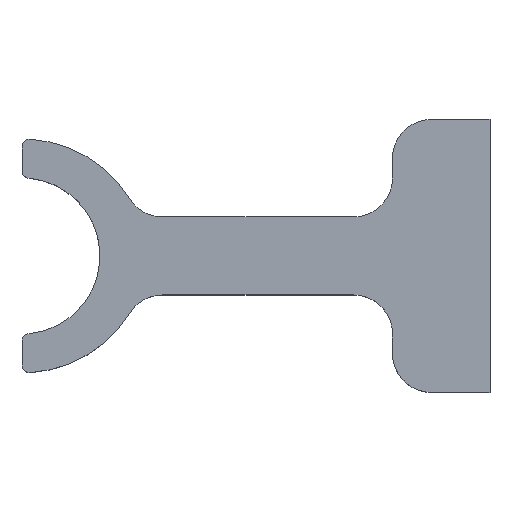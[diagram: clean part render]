
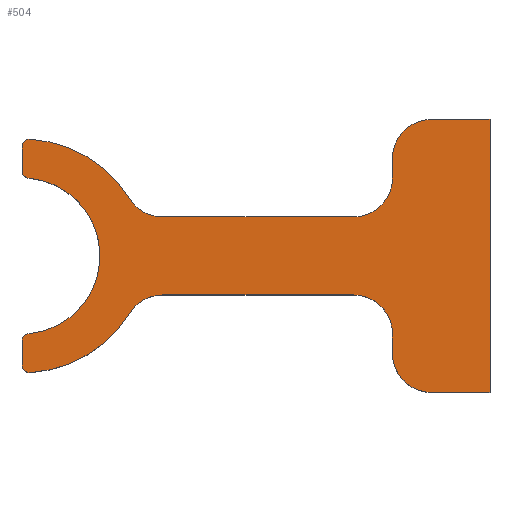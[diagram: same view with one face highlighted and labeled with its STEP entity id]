
A CAD part, top view. The second image highlights one B-rep face of the part: STEP entity #504.
In plain terms, the highlighted planar face has unit normal (0, 0, 1).
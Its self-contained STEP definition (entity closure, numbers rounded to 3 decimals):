
#29=PLANE('',#574);
#55=FACE_OUTER_BOUND('',#85,.T.);
#85=EDGE_LOOP('',(#442,#443,#444,#445,#446,#447,#448,#449,#450,#451,#452,
#453,#454,#455,#456,#457,#458,#459,#460,#461,#462,#463));
#92=LINE('',#758,#134);
#103=LINE('',#807,#145);
#112=LINE('',#836,#154);
#116=LINE('',#846,#158);
#120=LINE('',#856,#162);
#122=LINE('',#862,#164);
#124=LINE('',#868,#166);
#125=LINE('',#873,#167);
#127=LINE('',#876,#169);
#134=VECTOR('',#603,10.);
#145=VECTOR('',#646,10.);
#154=VECTOR('',#681,10.);
#158=VECTOR('',#691,10.);
#162=VECTOR('',#701,10.);
#164=VECTOR('',#709,10.);
#166=VECTOR('',#717,10.);
#167=VECTOR('',#724,10.);
#169=VECTOR('',#728,10.);
#174=CIRCLE('',#526,2.);
#188=CIRCLE('',#543,2.);
#189=CIRCLE('',#546,2.);
#190=CIRCLE('',#548,2.);
#191=CIRCLE('',#550,32.5);
#192=CIRCLE('',#552,10.);
#193=CIRCLE('',#554,32.5);
#194=CIRCLE('',#556,10.);
#195=CIRCLE('',#559,10.);
#196=CIRCLE('',#562,10.);
#197=CIRCLE('',#565,10.);
#198=CIRCLE('',#568,10.);
#199=CIRCLE('',#571,20.);
#204=VERTEX_POINT('',#745);
#205=VERTEX_POINT('',#746);
#209=VERTEX_POINT('',#756);
#229=VERTEX_POINT('',#800);
#230=VERTEX_POINT('',#801);
#231=VERTEX_POINT('',#806);
#232=VERTEX_POINT('',#810);
#233=VERTEX_POINT('',#814);
#234=VERTEX_POINT('',#818);
#235=VERTEX_POINT('',#822);
#236=VERTEX_POINT('',#824);
#237=VERTEX_POINT('',#830);
#238=VERTEX_POINT('',#834);
#239=VERTEX_POINT('',#838);
#240=VERTEX_POINT('',#839);
#241=VERTEX_POINT('',#844);
#242=VERTEX_POINT('',#848);
#243=VERTEX_POINT('',#849);
#244=VERTEX_POINT('',#854);
#245=VERTEX_POINT('',#858);
#246=VERTEX_POINT('',#864);
#247=VERTEX_POINT('',#872);
#254=EDGE_CURVE('',#204,#205,#174,.T.);
#260=EDGE_CURVE('',#204,#209,#92,.T.);
#281=EDGE_CURVE('',#229,#230,#188,.T.);
#284=EDGE_CURVE('',#231,#230,#103,.T.);
#286=EDGE_CURVE('',#231,#232,#189,.T.);
#288=EDGE_CURVE('',#233,#209,#190,.T.);
#291=EDGE_CURVE('',#234,#233,#191,.T.);
#293=EDGE_CURVE('',#235,#236,#192,.T.);
#295=EDGE_CURVE('',#232,#235,#193,.T.);
#297=EDGE_CURVE('',#237,#234,#194,.T.);
#299=EDGE_CURVE('',#237,#238,#112,.T.);
#300=EDGE_CURVE('',#239,#240,#195,.T.);
#304=EDGE_CURVE('',#239,#241,#116,.T.);
#305=EDGE_CURVE('',#242,#243,#196,.T.);
#309=EDGE_CURVE('',#242,#244,#120,.T.);
#311=EDGE_CURVE('',#245,#244,#197,.T.);
#312=EDGE_CURVE('',#245,#236,#122,.T.);
#314=EDGE_CURVE('',#246,#238,#198,.T.);
#315=EDGE_CURVE('',#246,#240,#124,.T.);
#316=EDGE_CURVE('',#229,#205,#199,.T.);
#317=EDGE_CURVE('',#247,#243,#125,.T.);
#319=EDGE_CURVE('',#241,#247,#127,.T.);
#442=ORIENTED_EDGE('',*,*,#254,.F.);
#443=ORIENTED_EDGE('',*,*,#260,.T.);
#444=ORIENTED_EDGE('',*,*,#288,.F.);
#445=ORIENTED_EDGE('',*,*,#291,.F.);
#446=ORIENTED_EDGE('',*,*,#297,.F.);
#447=ORIENTED_EDGE('',*,*,#299,.T.);
#448=ORIENTED_EDGE('',*,*,#314,.F.);
#449=ORIENTED_EDGE('',*,*,#315,.T.);
#450=ORIENTED_EDGE('',*,*,#300,.F.);
#451=ORIENTED_EDGE('',*,*,#304,.T.);
#452=ORIENTED_EDGE('',*,*,#319,.T.);
#453=ORIENTED_EDGE('',*,*,#317,.T.);
#454=ORIENTED_EDGE('',*,*,#305,.F.);
#455=ORIENTED_EDGE('',*,*,#309,.T.);
#456=ORIENTED_EDGE('',*,*,#311,.F.);
#457=ORIENTED_EDGE('',*,*,#312,.T.);
#458=ORIENTED_EDGE('',*,*,#293,.F.);
#459=ORIENTED_EDGE('',*,*,#295,.F.);
#460=ORIENTED_EDGE('',*,*,#286,.F.);
#461=ORIENTED_EDGE('',*,*,#284,.T.);
#462=ORIENTED_EDGE('',*,*,#281,.F.);
#463=ORIENTED_EDGE('',*,*,#316,.T.);
#504=ADVANCED_FACE('',(#55),#29,.T.);
#526=AXIS2_PLACEMENT_3D('',#747,#593,#594);
#543=AXIS2_PLACEMENT_3D('',#802,#640,#641);
#546=AXIS2_PLACEMENT_3D('',#811,#650,#651);
#548=AXIS2_PLACEMENT_3D('',#815,#655,#656);
#550=AXIS2_PLACEMENT_3D('',#820,#661,#662);
#552=AXIS2_PLACEMENT_3D('',#825,#666,#667);
#554=AXIS2_PLACEMENT_3D('',#828,#671,#672);
#556=AXIS2_PLACEMENT_3D('',#832,#676,#677);
#559=AXIS2_PLACEMENT_3D('',#840,#684,#685);
#562=AXIS2_PLACEMENT_3D('',#850,#694,#695);
#565=AXIS2_PLACEMENT_3D('',#860,#705,#706);
#568=AXIS2_PLACEMENT_3D('',#866,#713,#714);
#571=AXIS2_PLACEMENT_3D('',#870,#720,#721);
#574=AXIS2_PLACEMENT_3D('',#877,#729,#730);
#593=DIRECTION('center_axis',(0.,0.,-1.));
#594=DIRECTION('ref_axis',(-0.739,0.674,0.));
#603=DIRECTION('',(0.,-1.,0.));
#640=DIRECTION('center_axis',(0.,0.,-1.));
#641=DIRECTION('ref_axis',(-0.739,-0.674,0.));
#646=DIRECTION('',(0.,-1.,0.));
#650=DIRECTION('center_axis',(0.,0.,-1.));
#651=DIRECTION('ref_axis',(-0.684,0.73,0.));
#655=DIRECTION('center_axis',(0.,0.,-1.));
#656=DIRECTION('ref_axis',(-0.684,-0.73,0.));
#661=DIRECTION('center_axis',(0.,0.,-1.));
#662=DIRECTION('ref_axis',(0.923,-0.385,0.));
#666=DIRECTION('center_axis',(0.,0.,1.));
#667=DIRECTION('ref_axis',(-0.485,-0.874,0.));
#671=DIRECTION('center_axis',(0.,0.,-1.));
#672=DIRECTION('ref_axis',(0.923,0.385,0.));
#676=DIRECTION('center_axis',(0.,0.,1.));
#677=DIRECTION('ref_axis',(-0.485,0.874,0.));
#681=DIRECTION('',(1.,0.,0.));
#684=DIRECTION('center_axis',(0.,0.,-1.));
#685=DIRECTION('ref_axis',(-0.707,-0.707,0.));
#691=DIRECTION('',(1.,0.,0.));
#694=DIRECTION('center_axis',(0.,0.,-1.));
#695=DIRECTION('ref_axis',(-0.707,0.707,0.));
#701=DIRECTION('',(0.,-1.,0.));
#705=DIRECTION('center_axis',(0.,0.,1.));
#706=DIRECTION('ref_axis',(0.707,-0.707,0.));
#709=DIRECTION('',(-1.,0.,0.));
#713=DIRECTION('center_axis',(0.,0.,1.));
#714=DIRECTION('ref_axis',(0.707,0.707,0.));
#717=DIRECTION('',(0.,-1.,0.));
#720=DIRECTION('center_axis',(0.,0.,-1.));
#721=DIRECTION('ref_axis',(1.,0.,0.));
#724=DIRECTION('',(-1.,0.,0.));
#728=DIRECTION('',(0.,1.,0.));
#729=DIRECTION('center_axis',(0.,0.,1.));
#730=DIRECTION('ref_axis',(1.,0.,0.));
#745=CARTESIAN_POINT('',(-120.,-31.909,25.));
#746=CARTESIAN_POINT('',(-118.182,-29.917,25.));
#747=CARTESIAN_POINT('Origin',(-118.,-31.909,25.));
#756=CARTESIAN_POINT('',(-120.,-37.934,25.));
#758=CARTESIAN_POINT('',(-120.,-40.,25.));
#800=CARTESIAN_POINT('',(-118.182,9.917,25.));
#801=CARTESIAN_POINT('',(-120.,11.909,25.));
#802=CARTESIAN_POINT('Origin',(-118.,11.909,25.));
#806=CARTESIAN_POINT('',(-120.,17.934,25.));
#807=CARTESIAN_POINT('',(-120.,10.,25.));
#810=CARTESIAN_POINT('',(-117.869,19.93,25.));
#811=CARTESIAN_POINT('Origin',(-118.,17.934,25.));
#814=CARTESIAN_POINT('',(-117.869,-39.93,25.));
#815=CARTESIAN_POINT('Origin',(-118.,-37.934,25.));
#818=CARTESIAN_POINT('',(-92.428,-24.706,25.));
#820=CARTESIAN_POINT('Origin',(-120.,-7.5,25.));
#822=CARTESIAN_POINT('',(-92.428,4.706,25.));
#824=CARTESIAN_POINT('',(-83.944,0.,25.));
#825=CARTESIAN_POINT('Origin',(-83.944,10.,25.));
#828=CARTESIAN_POINT('Origin',(-120.,-12.5,25.));
#830=CARTESIAN_POINT('',(-83.944,-20.,25.));
#832=CARTESIAN_POINT('Origin',(-83.944,-30.,25.));
#834=CARTESIAN_POINT('',(-35.,-20.,25.));
#836=CARTESIAN_POINT('',(-100.,-20.,25.));
#838=CARTESIAN_POINT('',(-15.,-45.,25.));
#839=CARTESIAN_POINT('',(-25.,-35.,25.));
#840=CARTESIAN_POINT('Origin',(-15.,-35.,25.));
#844=CARTESIAN_POINT('',(0.,-45.,25.));
#846=CARTESIAN_POINT('',(-25.,-45.,25.));
#848=CARTESIAN_POINT('',(-25.,15.,25.));
#849=CARTESIAN_POINT('',(-15.,25.,25.));
#850=CARTESIAN_POINT('Origin',(-15.,15.,25.));
#854=CARTESIAN_POINT('',(-25.,10.,25.));
#856=CARTESIAN_POINT('',(-25.,25.,25.));
#858=CARTESIAN_POINT('',(-35.,0.,25.));
#860=CARTESIAN_POINT('Origin',(-35.,10.,25.));
#862=CARTESIAN_POINT('',(0.,0.,25.));
#864=CARTESIAN_POINT('',(-25.,-30.,25.));
#866=CARTESIAN_POINT('Origin',(-35.,-30.,25.));
#868=CARTESIAN_POINT('',(-25.,25.,25.));
#870=CARTESIAN_POINT('Origin',(-120.,-10.,25.));
#872=CARTESIAN_POINT('',(0.,25.,25.));
#873=CARTESIAN_POINT('',(0.,25.,25.));
#876=CARTESIAN_POINT('',(0.,-45.,25.));
#877=CARTESIAN_POINT('Origin',(-60.,-10.,25.));
